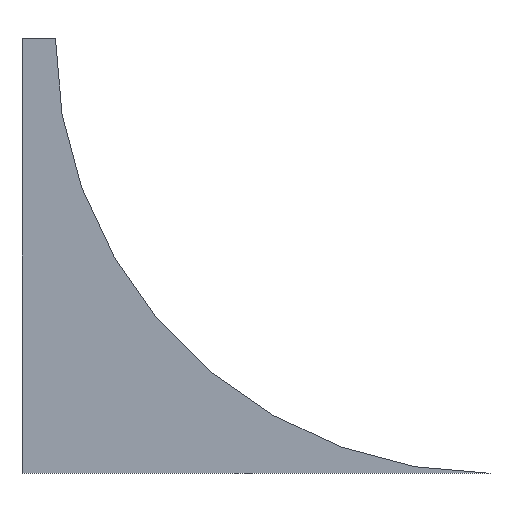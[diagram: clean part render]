
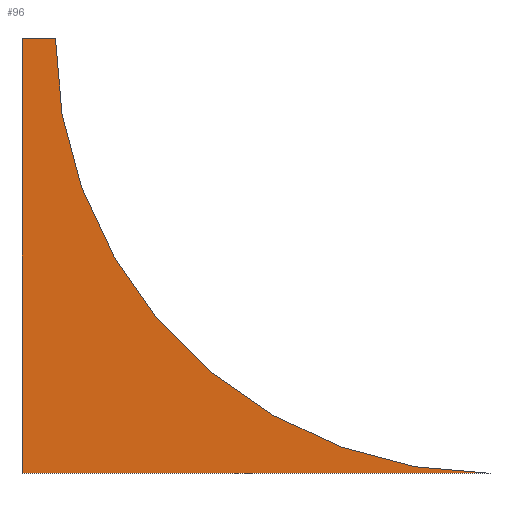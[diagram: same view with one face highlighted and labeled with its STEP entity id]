
A CAD part, front view. The second image highlights one B-rep face of the part: STEP entity #96.
In plain terms, the highlighted planar face has unit normal (0, -1, 0).
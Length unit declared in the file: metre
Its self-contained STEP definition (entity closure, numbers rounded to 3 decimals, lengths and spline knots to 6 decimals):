
#13=LINE('',#156,#23);
#14=LINE('',#158,#24);
#15=LINE('',#160,#25);
#23=VECTOR('',#129,1.);
#24=VECTOR('',#130,1.);
#25=VECTOR('',#131,1.);
#33=ORIENTED_EDGE('',*,*,#57,.T.);
#34=ORIENTED_EDGE('',*,*,#58,.T.);
#35=ORIENTED_EDGE('',*,*,#59,.T.);
#36=ORIENTED_EDGE('',*,*,#60,.T.);
#57=EDGE_CURVE('',#69,#70,#77,.T.);
#58=EDGE_CURVE('',#70,#71,#13,.T.);
#59=EDGE_CURVE('',#71,#72,#14,.T.);
#60=EDGE_CURVE('',#72,#69,#15,.T.);
#69=VERTEX_POINT('',#154);
#70=VERTEX_POINT('',#155);
#71=VERTEX_POINT('',#157);
#72=VERTEX_POINT('',#159);
#77=CIRCLE('',#116,0.026);
#79=EDGE_LOOP('',(#33,#34,#35,#36));
#85=FACE_BOUND('',#79,.T.);
#91=PLANE('',#115);
#96=ADVANCED_FACE('',(#85),#91,.F.);
#115=AXIS2_PLACEMENT_3D('',#152,#125,#126);
#116=AXIS2_PLACEMENT_3D('',#153,#127,#128);
#125=DIRECTION('',(0.,1.,0.));
#126=DIRECTION('',(-1.,0.,0.));
#127=DIRECTION('',(0.,1.,0.));
#128=DIRECTION('',(-1.,0.,0.));
#129=DIRECTION('',(-1.,0.,0.));
#130=DIRECTION('',(0.,0.,-1.));
#131=DIRECTION('',(1.,0.,0.));
#152=CARTESIAN_POINT('',(-0.095123,-0.052625,-0.026));
#153=CARTESIAN_POINT('',(-0.087997,-0.052625,0.));
#154=CARTESIAN_POINT('',(-0.087997,-0.052625,-0.026));
#155=CARTESIAN_POINT('',(-0.113997,-0.052625,0.));
#156=CARTESIAN_POINT('',(-0.095123,-0.052625,0.));
#157=CARTESIAN_POINT('',(-0.115997,-0.052625,0.));
#158=CARTESIAN_POINT('',(-0.115997,-0.052625,-0.026));
#159=CARTESIAN_POINT('',(-0.115997,-0.052625,-0.026));
#160=CARTESIAN_POINT('',(-0.095123,-0.052625,-0.026));
